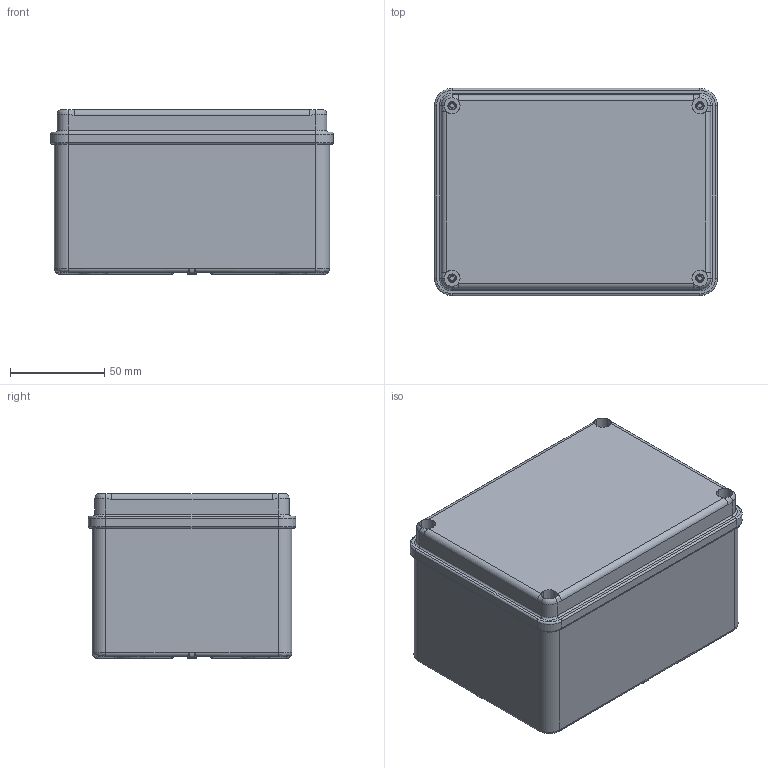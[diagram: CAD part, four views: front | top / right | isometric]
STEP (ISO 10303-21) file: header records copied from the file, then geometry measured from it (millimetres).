
FILE_DESCRIPTION (( 'STEP AP214' ), '1' );
FILE_NAME ('41261Ñáîðêà1.STEP', '2021-11-26T07:56:30', ( '' ), ( '' ), 'SwSTEP 2.0', 'SolidWorks 2017', '' );
FILE_SCHEMA (( 'AUTOMOTIVE_DESIGN' ));
Length unit declared in the file: millimetre
Products named in the file (1): 41261栖闉罻1
Bounding box: 150 x 110 x 87.5 mm (x, y, z)
Volume: 153111.7 mm3; surface area: 171437.6 mm2
Topology: 17 solids, 17 shells, 1721 faces, 4233 edges, 2601 vertices
Faces by surface type: plane 745, cylinder 687, bspline 210, cone 75, torus 4
Entity records: 75408 total; most frequent: CARTESIAN_POINT 17282, ORIENTED_EDGE 8418, DIRECTION 7770, EDGE_CURVE 4209, VERTEX_POINT 2601, VECTOR 2596, LINE 2596, AXIS2_PLACEMENT_3D 2587
